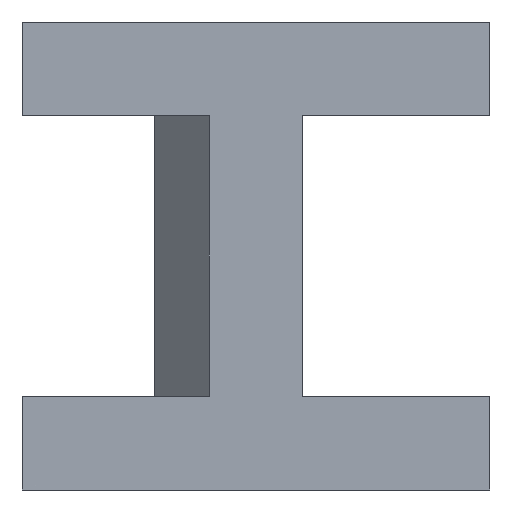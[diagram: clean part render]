
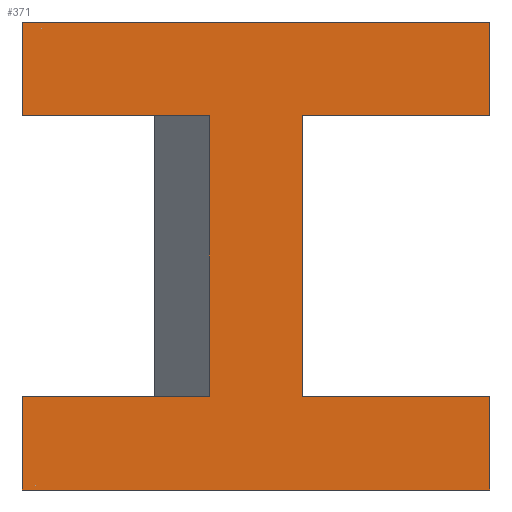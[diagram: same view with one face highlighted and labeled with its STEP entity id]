
A CAD part, left-side view. The second image highlights one B-rep face of the part: STEP entity #371.
In plain terms, the highlighted planar face has unit normal (-1, 0, 0).
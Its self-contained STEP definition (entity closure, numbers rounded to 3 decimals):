
#2 = ORIENTED_EDGE ( 'NONE', *, *, #14, .T. ) ;
#4 = LINE ( 'NONE', #407, #424 ) ;
#7 = EDGE_CURVE ( 'NONE', #91, #28, #166, .T. ) ;
#14 = EDGE_CURVE ( 'NONE', #144, #101, #351, .T. ) ;
#20 = VECTOR ( 'NONE', #429, 1000. ) ;
#28 = VERTEX_POINT ( 'NONE', #119 ) ;
#31 = VERTEX_POINT ( 'NONE', #168 ) ;
#36 = DIRECTION ( 'NONE',  ( 0., -1., 0. ) ) ;
#45 = DIRECTION ( 'NONE',  ( -1., 0., 0. ) ) ;
#46 = PLANE ( 'NONE',  #278 ) ;
#47 = LINE ( 'NONE', #428, #440 ) ;
#49 = ORIENTED_EDGE ( 'NONE', *, *, #217, .T. ) ;
#52 = CARTESIAN_POINT ( 'NONE',  ( 0., -6., -2. ) ) ;
#55 = ORIENTED_EDGE ( 'NONE', *, *, #458, .T. ) ;
#56 = VERTEX_POINT ( 'NONE', #61 ) ;
#61 = CARTESIAN_POINT ( 'NONE',  ( 0., -6., -2. ) ) ;
#62 = VECTOR ( 'NONE', #455, 1000. ) ;
#64 = LINE ( 'NONE', #386, #95 ) ;
#68 = EDGE_CURVE ( 'NONE', #286, #161, #190, .T. ) ;
#75 = CARTESIAN_POINT ( 'NONE',  ( 0., 0., -2. ) ) ;
#78 = CARTESIAN_POINT ( 'NONE',  ( 0., 0., -10. ) ) ;
#84 = LINE ( 'NONE', #180, #318 ) ;
#91 = VERTEX_POINT ( 'NONE', #261 ) ;
#95 = VECTOR ( 'NONE', #336, 1000. ) ;
#101 = VERTEX_POINT ( 'NONE', #306 ) ;
#107 = VERTEX_POINT ( 'NONE', #172 ) ;
#108 = EDGE_CURVE ( 'NONE', #28, #110, #197, .T. ) ;
#110 = VERTEX_POINT ( 'NONE', #370 ) ;
#111 = DIRECTION ( 'NONE',  ( 0., 0., 1. ) ) ;
#113 = CARTESIAN_POINT ( 'NONE',  ( 0., -10., -10. ) ) ;
#119 = CARTESIAN_POINT ( 'NONE',  ( 0., -4., -2. ) ) ;
#126 = EDGE_CURVE ( 'NONE', #110, #31, #327, .T. ) ;
#129 = DIRECTION ( 'NONE',  ( 0., 0., 1. ) ) ;
#140 = EDGE_CURVE ( 'NONE', #394, #91, #64, .T. ) ;
#144 = VERTEX_POINT ( 'NONE', #328 ) ;
#147 = ORIENTED_EDGE ( 'NONE', *, *, #7, .T. ) ;
#158 = EDGE_LOOP ( 'NONE', ( #49, #471, #409, #302, #147, #454, #262, #177, #468, #408, #2, #55 ) ) ;
#161 = VERTEX_POINT ( 'NONE', #227 ) ;
#166 = LINE ( 'NONE', #466, #179 ) ;
#168 = CARTESIAN_POINT ( 'NONE',  ( 0., 0., -8. ) ) ;
#172 = CARTESIAN_POINT ( 'NONE',  ( 0., 0., -10. ) ) ;
#176 = DIRECTION ( 'NONE',  ( 0., -1., 0. ) ) ;
#177 = ORIENTED_EDGE ( 'NONE', *, *, #335, .T. ) ;
#179 = VECTOR ( 'NONE', #226, 1000. ) ;
#180 = CARTESIAN_POINT ( 'NONE',  ( 0., 0., -2. ) ) ;
#190 = LINE ( 'NONE', #249, #321 ) ;
#197 = LINE ( 'NONE', #309, #20 ) ;
#204 = DIRECTION ( 'NONE',  ( 0., 0., 1. ) ) ;
#217 = EDGE_CURVE ( 'NONE', #56, #286, #84, .T. ) ;
#226 = DIRECTION ( 'NONE',  ( 0., -1., 0. ) ) ;
#227 = CARTESIAN_POINT ( 'NONE',  ( 0., -10., 0. ) ) ;
#228 = VECTOR ( 'NONE', #247, 1000. ) ;
#236 = CARTESIAN_POINT ( 'NONE',  ( 0., -10., -2. ) ) ;
#240 = EDGE_CURVE ( 'NONE', #389, #144, #481, .T. ) ;
#245 = CARTESIAN_POINT ( 'NONE',  ( 0., 0., 0. ) ) ;
#247 = DIRECTION ( 'NONE',  ( 0., 1., 0. ) ) ;
#249 = CARTESIAN_POINT ( 'NONE',  ( 0., -10., -2. ) ) ;
#261 = CARTESIAN_POINT ( 'NONE',  ( 0., 0., -2. ) ) ;
#262 = ORIENTED_EDGE ( 'NONE', *, *, #126, .T. ) ;
#271 = CARTESIAN_POINT ( 'NONE',  ( 0., -10., -2. ) ) ;
#278 = AXIS2_PLACEMENT_3D ( 'NONE', #75, #45, #291 ) ;
#286 = VERTEX_POINT ( 'NONE', #271 ) ;
#291 = DIRECTION ( 'NONE',  ( 0., 0., 1. ) ) ;
#302 = ORIENTED_EDGE ( 'NONE', *, *, #140, .T. ) ;
#306 = CARTESIAN_POINT ( 'NONE',  ( 0., -6., -8. ) ) ;
#309 = CARTESIAN_POINT ( 'NONE',  ( 0., -4., -2. ) ) ;
#318 = VECTOR ( 'NONE', #176, 1000. ) ;
#321 = VECTOR ( 'NONE', #129, 1000. ) ;
#327 = LINE ( 'NONE', #434, #62 ) ;
#328 = CARTESIAN_POINT ( 'NONE',  ( 0., -10., -8. ) ) ;
#335 = EDGE_CURVE ( 'NONE', #31, #107, #47, .T. ) ;
#336 = DIRECTION ( 'NONE',  ( 0., 0., -1. ) ) ;
#343 = VECTOR ( 'NONE', #111, 1000. ) ;
#344 = DIRECTION ( 'NONE',  ( 0., 1., 0. ) ) ;
#348 = LINE ( 'NONE', #52, #343 ) ;
#349 = LINE ( 'NONE', #78, #359 ) ;
#351 = LINE ( 'NONE', #401, #228 ) ;
#359 = VECTOR ( 'NONE', #36, 1000. ) ;
#370 = CARTESIAN_POINT ( 'NONE',  ( 0., -4., -8. ) ) ;
#371 = ADVANCED_FACE ( 'NONE', ( #415 ), #46, .T. ) ;
#374 = EDGE_CURVE ( 'NONE', #161, #394, #4, .T. ) ;
#386 = CARTESIAN_POINT ( 'NONE',  ( 0., 0., -2. ) ) ;
#389 = VERTEX_POINT ( 'NONE', #113 ) ;
#394 = VERTEX_POINT ( 'NONE', #245 ) ;
#401 = CARTESIAN_POINT ( 'NONE',  ( 0., 0., -8. ) ) ;
#407 = CARTESIAN_POINT ( 'NONE',  ( 0., 0., 0. ) ) ;
#408 = ORIENTED_EDGE ( 'NONE', *, *, #240, .T. ) ;
#409 = ORIENTED_EDGE ( 'NONE', *, *, #374, .T. ) ;
#415 = FACE_OUTER_BOUND ( 'NONE', #158, .T. ) ;
#424 = VECTOR ( 'NONE', #344, 1000. ) ;
#428 = CARTESIAN_POINT ( 'NONE',  ( 0., 0., -2. ) ) ;
#429 = DIRECTION ( 'NONE',  ( 0., 0., -1. ) ) ;
#434 = CARTESIAN_POINT ( 'NONE',  ( 0., 0., -8. ) ) ;
#437 = EDGE_CURVE ( 'NONE', #107, #389, #349, .T. ) ;
#440 = VECTOR ( 'NONE', #480, 1000. ) ;
#454 = ORIENTED_EDGE ( 'NONE', *, *, #108, .T. ) ;
#455 = DIRECTION ( 'NONE',  ( 0., 1., 0. ) ) ;
#458 = EDGE_CURVE ( 'NONE', #101, #56, #348, .T. ) ;
#463 = VECTOR ( 'NONE', #204, 1000. ) ;
#466 = CARTESIAN_POINT ( 'NONE',  ( 0., 0., -2. ) ) ;
#468 = ORIENTED_EDGE ( 'NONE', *, *, #437, .T. ) ;
#471 = ORIENTED_EDGE ( 'NONE', *, *, #68, .T. ) ;
#480 = DIRECTION ( 'NONE',  ( 0., 0., -1. ) ) ;
#481 = LINE ( 'NONE', #236, #463 ) ;
